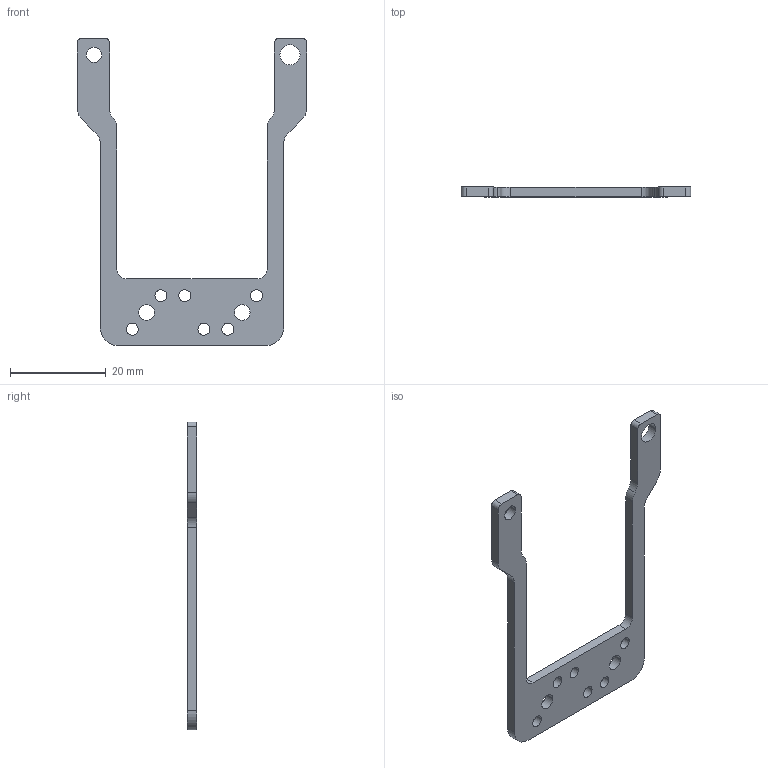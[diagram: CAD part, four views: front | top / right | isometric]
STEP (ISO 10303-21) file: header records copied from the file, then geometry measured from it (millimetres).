
FILE_DESCRIPTION(('Creo Elements/Direct Modeling STEP Export'),'2;1');
FILE_NAME('223mj0b5u3720np14756','2023-12-06T14:08:05',(''),(''),'Creo Elements/Direct Modeling STEP processor for AP214 (Solid Model)','Creo Elements/Direct Modeling 20.5B 27-May-2023 (C) Parametric Technology GmbH','');
FILE_SCHEMA(('AUTOMOTIVE_DESIGN { 1 0 10303 214 1 1 1 1 }'));
Length unit declared in the file: millimetre
Products named in the file (2): CR_06_STA
Assembly tree (1 placements, depth 2):
  CR_06_STA
    CR_06_STA
Bounding box: 48 x 2 x 64.4 mm (x, y, z)
Volume: 1881.1 mm3; surface area: 2683.9 mm2
Topology: 1 solids, 1 shells, 52 faces, 150 edges, 100 vertices
Faces by surface type: cylinder 36, plane 16
Entity records: 1731 total; most frequent: ORIENTED_EDGE 300, DIRECTION 290, CARTESIAN_POINT 284, EDGE_CURVE 150, AXIS2_PLACEMENT_3D 106, VERTEX_POINT 100, VECTOR 78, LINE 78
